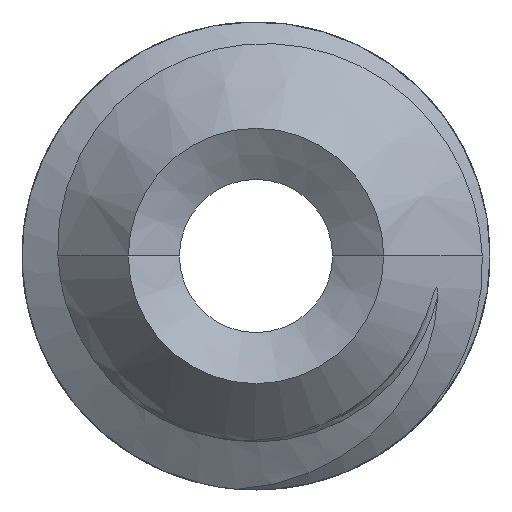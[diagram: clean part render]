
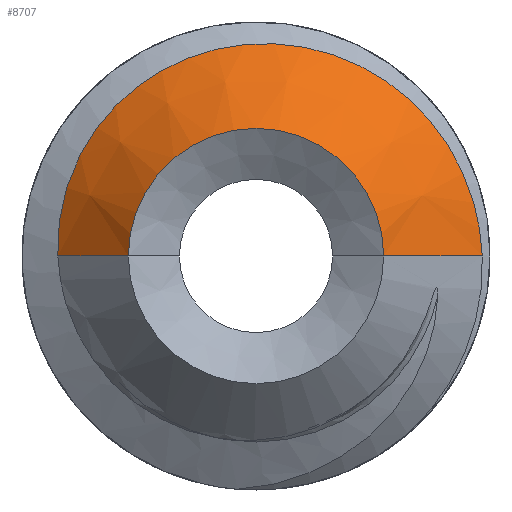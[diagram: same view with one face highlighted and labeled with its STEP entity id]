
A CAD part, left-side view. The second image highlights one B-rep face of the part: STEP entity #8707.
In plain terms, the highlighted conical face has half-angle 45 degrees and reference radius 1.056 mm.
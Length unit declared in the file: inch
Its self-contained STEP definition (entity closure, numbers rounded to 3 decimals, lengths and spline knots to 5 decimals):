
#3056=CARTESIAN_POINT('',(0.01658,0.04658,0.));
#3057=CARTESIAN_POINT('',(0.01671,0.04671,
0.00289));
#3058=CARTESIAN_POINT('',(0.01697,0.04643,
0.00872));
#3059=CARTESIAN_POINT('',(0.01736,0.04438,
0.01732));
#3060=CARTESIAN_POINT('',(0.01776,0.04067,
0.02559));
#3061=CARTESIAN_POINT('',(0.01815,0.03548,
0.03296));
#3062=CARTESIAN_POINT('',(0.01854,0.02906,
0.03923));
#3063=CARTESIAN_POINT('',(0.01894,0.02138,
0.04434));
#3064=CARTESIAN_POINT('',(0.01933,0.01291,
0.0479));
#3065=CARTESIAN_POINT('',(0.01971,0.00401,
0.04983));
#3066=CARTESIAN_POINT('',(0.0201,-0.00516,
0.05012));
#3067=CARTESIAN_POINT('',(0.02049,-0.0144,
0.04869));
#3068=CARTESIAN_POINT('',(0.02087,-0.02314,
0.04562));
#3069=CARTESIAN_POINT('',(0.02126,-0.03134,
0.04093));
#3070=CARTESIAN_POINT('',(0.02164,-0.0385,
0.03484));
#3071=CARTESIAN_POINT('',(0.02202,-0.04448,
0.02754));
#3072=CARTESIAN_POINT('',(0.02241,-0.04917,
0.019));
#3073=CARTESIAN_POINT('',(0.0228,-0.05222,
0.00964));
#3074=CARTESIAN_POINT('',(0.02306,-0.05306,
0.00321));
#3075=CARTESIAN_POINT('',(0.02318,-0.05318,0.));
#4118=DIRECTION('',(0.707,0.707,0.));
#4119=VECTOR('',#4118,0.02345);
#4120=CARTESIAN_POINT('',(0.,0.03,0.));
#4121=LINE('',#4120,#4119);
#4122=DIRECTION('',(0.707,-0.707,0.));
#4123=VECTOR('',#4122,0.03279);
#4124=CARTESIAN_POINT('',(0.,-0.03,0.));
#4125=LINE('',#4124,#4123);
#4126=CARTESIAN_POINT('',(0.,0.,0.));
#4127=DIRECTION('',(1.,0.,0.));
#4128=DIRECTION('',(0.,1.,0.));
#4129=AXIS2_PLACEMENT_3D('',#4126,#4127,#4128);
#4391=CARTESIAN_POINT('',(0.,0.03,0.));
#4392=CARTESIAN_POINT('',(0.01658,0.04658,0.));
#4393=VERTEX_POINT('',#4391);
#4394=VERTEX_POINT('',#4392);
#4395=CARTESIAN_POINT('',(0.,-0.03,0.));
#4396=CARTESIAN_POINT('',(0.02318,-0.05318,0.));
#4397=VERTEX_POINT('',#4395);
#4398=VERTEX_POINT('',#4396);
#8695=CARTESIAN_POINT('',(0.01159,0.,0.));
#8696=DIRECTION('',(1.,0.,0.));
#8697=DIRECTION('',(0.,-1.,0.));
#8698=AXIS2_PLACEMENT_3D('',#8695,#8696,#8697);
#8699=CONICAL_SURFACE('',#8698,0.04159,45.);
#8700=ORIENTED_EDGE('',*,*,#6459,.T.);
#8701=ORIENTED_EDGE('',*,*,#6434,.T.);
#8702=ORIENTED_EDGE('',*,*,#6463,.F.);
#8704=ORIENTED_EDGE('',*,*,#8703,.F.);
#8705=EDGE_LOOP('',(#8700,#8701,#8702,#8704));
#8706=FACE_OUTER_BOUND('',#8705,.F.);
#3076=B_SPLINE_CURVE_WITH_KNOTS('',3,(#3056,#3057,#3058,#3059,#3060,#3061,#3062,
#3063,#3064,#3065,#3066,#3067,#3068,#3069,#3070,#3071,#3072,#3073,#3074,#3075),
.UNSPECIFIED.,.F.,.F.,(4,1,1,1,1,1,1,1,1,1,1,1,1,1,1,1,1,4),(0.,
0.05882,0.11765,0.17647,0.23529,
0.29412,0.35294,0.41176,0.47059,
0.52941,0.58824,0.64706,0.70588,
0.76471,0.82353,0.88235,0.94118,1.),
.UNSPECIFIED.);
#4130=CIRCLE('',#4129,0.03);
#6434=EDGE_CURVE('',#4394,#4398,#3076,.T.);
#6459=EDGE_CURVE('',#4393,#4394,#4121,.T.);
#6463=EDGE_CURVE('',#4397,#4398,#4125,.T.);
#8703=EDGE_CURVE('',#4393,#4397,#4130,.T.);
#8707=ADVANCED_FACE('',(#8706),#8699,.T.);
